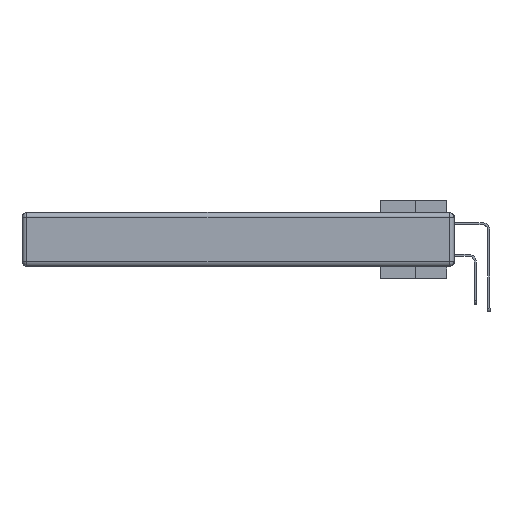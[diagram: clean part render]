
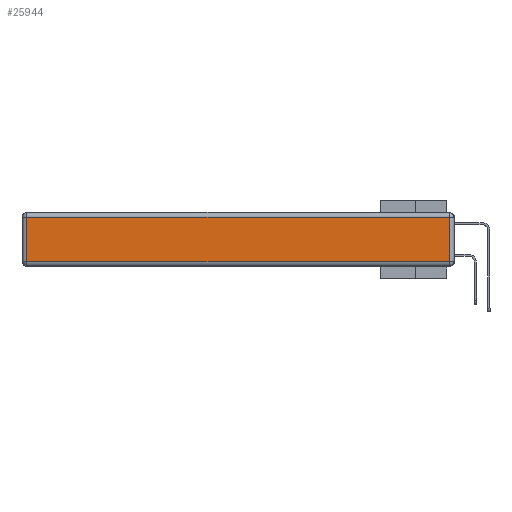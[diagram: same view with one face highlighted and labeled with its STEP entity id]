
A CAD part, left-side view. The second image highlights one B-rep face of the part: STEP entity #25944.
In plain terms, the highlighted planar face has unit normal (-1, 0, 0).
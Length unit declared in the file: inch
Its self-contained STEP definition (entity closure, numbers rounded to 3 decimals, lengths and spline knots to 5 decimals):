
#901 = VERTEX_POINT ( 'NONE', #20680 ) ;
#1319 = DIRECTION ( 'NONE',  ( -1., 0., 0. ) ) ;
#4124 = ORIENTED_EDGE ( 'NONE', *, *, #17962, .T. ) ;
#4467 = LINE ( 'NONE', #18703, #9220 ) ;
#5689 = PLANE ( 'NONE',  #5795 ) ;
#5795 = AXIS2_PLACEMENT_3D ( 'NONE', #27373, #1319, #22875 ) ;
#7726 = CARTESIAN_POINT ( 'NONE',  ( 0., 2.72, -0.313 ) ) ;
#8637 = VECTOR ( 'NONE', #19375, 39.37008 ) ;
#8664 = VERTEX_POINT ( 'NONE', #7726 ) ;
#9220 = VECTOR ( 'NONE', #26318, 39.37008 ) ;
#10391 = FACE_OUTER_BOUND ( 'NONE', #15662, .T. ) ;
#11057 = VECTOR ( 'NONE', #25367, 39.37008 ) ;
#12870 = DIRECTION ( 'NONE',  ( 0., 0., -1. ) ) ;
#13551 = ORIENTED_EDGE ( 'NONE', *, *, #22753, .T. ) ;
#13634 = VERTEX_POINT ( 'NONE', #26510 ) ;
#15662 = EDGE_LOOP ( 'NONE', ( #4124, #13551, #19757, #25648 ) ) ;
#15875 = CARTESIAN_POINT ( 'NONE',  ( 0., 0., -0.313 ) ) ;
#16328 = EDGE_CURVE ( 'NONE', #13634, #901, #4467, .T. ) ;
#17405 = CARTESIAN_POINT ( 'NONE',  ( 0., 2.72, -0.343 ) ) ;
#17962 = EDGE_CURVE ( 'NONE', #8664, #24100, #18226, .T. ) ;
#18131 = EDGE_CURVE ( 'NONE', #901, #8664, #24721, .T. ) ;
#18226 = LINE ( 'NONE', #15875, #11057 ) ;
#18703 = CARTESIAN_POINT ( 'NONE',  ( 0., 2.75, -0.03 ) ) ;
#19071 = CARTESIAN_POINT ( 'NONE',  ( 0., 0.03, -0.343 ) ) ;
#19375 = DIRECTION ( 'NONE',  ( 0., 0., 1. ) ) ;
#19757 = ORIENTED_EDGE ( 'NONE', *, *, #16328, .T. ) ;
#20680 = CARTESIAN_POINT ( 'NONE',  ( 0., 2.72, -0.03 ) ) ;
#21043 = VECTOR ( 'NONE', #12870, 39.37008 ) ;
#22753 = EDGE_CURVE ( 'NONE', #24100, #13634, #26375, .T. ) ;
#22875 = DIRECTION ( 'NONE',  ( 0., 0., 1. ) ) ;
#24100 = VERTEX_POINT ( 'NONE', #26787 ) ;
#24721 = LINE ( 'NONE', #17405, #21043 ) ;
#25367 = DIRECTION ( 'NONE',  ( 0., -1., 0. ) ) ;
#25648 = ORIENTED_EDGE ( 'NONE', *, *, #18131, .T. ) ;
#25944 = ADVANCED_FACE ( 'NONE', ( #10391 ), #5689, .T. ) ;
#26318 = DIRECTION ( 'NONE',  ( 0., 1., 0. ) ) ;
#26375 = LINE ( 'NONE', #19071, #8637 ) ;
#26510 = CARTESIAN_POINT ( 'NONE',  ( 0., 0.03, -0.03 ) ) ;
#26787 = CARTESIAN_POINT ( 'NONE',  ( 0., 0.03, -0.313 ) ) ;
#27373 = CARTESIAN_POINT ( 'NONE',  ( 0., 0., -0.343 ) ) ;
